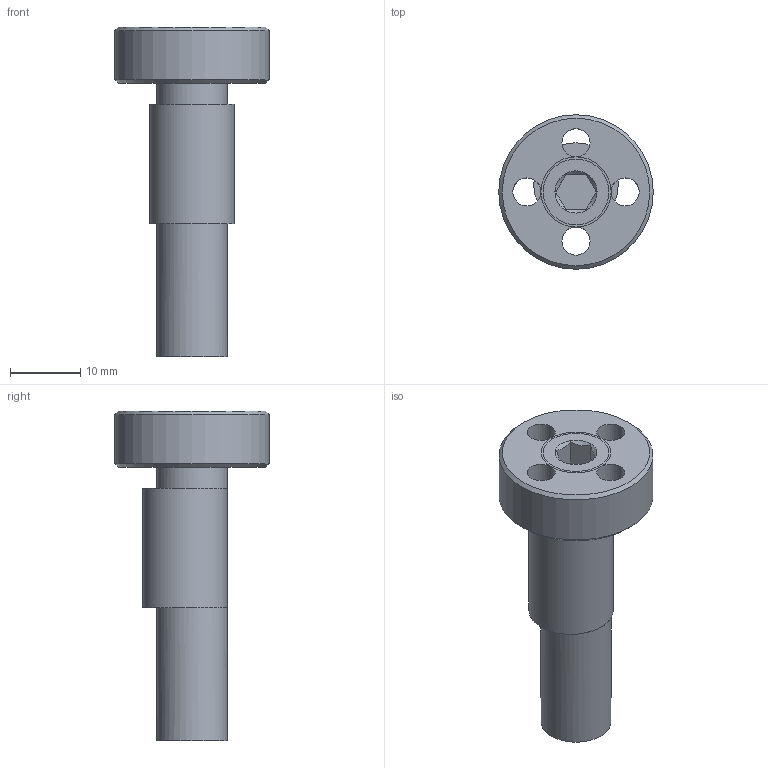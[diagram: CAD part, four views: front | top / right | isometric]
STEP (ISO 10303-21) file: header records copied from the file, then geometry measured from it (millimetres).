
FILE_DESCRIPTION(/* description */ ('KriTec Bolzen 8 D14 exzentrisch, VA rostfrei'),/* implementation_level */ '2;1');
FILE_NAME(/* name */ '13342_KriTec_Bolzen_8_D14_exzentrisch_VA_rostfrei.stp',/* time_stamp */ '2022-07-14T12:17:30+02:00',/* author */ ('jendrek'),/* organization */ (''),/* preprocessor_version */ 'ST-DEVELOPER v17',/* originating_system */ 'Autodesk Inventor 2018',/* authorisation */ '');
FILE_SCHEMA (('AUTOMOTIVE_DESIGN { 1 0 10303 214 3 1 1 }'));
Length unit declared in the file: millimetre
Products named in the file (3): 13342; 13342_2; 13342_1
Assembly tree (2 placements, depth 2):
  13342
    13342_2
    13342_1
Bounding box: 22 x 22 x 47 mm (x, y, z)
Volume: 6300.2 mm3; surface area: 3586.4 mm2
Topology: 2 solids, 2 shells, 27 faces, 61 edges, 39 vertices
Faces by surface type: plane 13, cylinder 9, cone 5
Full cylindrical faces by diameter (mm): 4 x4, 8.376 x1, 10 x2, 12 x1, 22 x1
Entity records: 881 total; most frequent: DIRECTION 148, CARTESIAN_POINT 144, ORIENTED_EDGE 122, EDGE_CURVE 61, AXIS2_PLACEMENT_3D 61, VERTEX_POINT 39, EDGE_LOOP 38, CIRCLE 29
